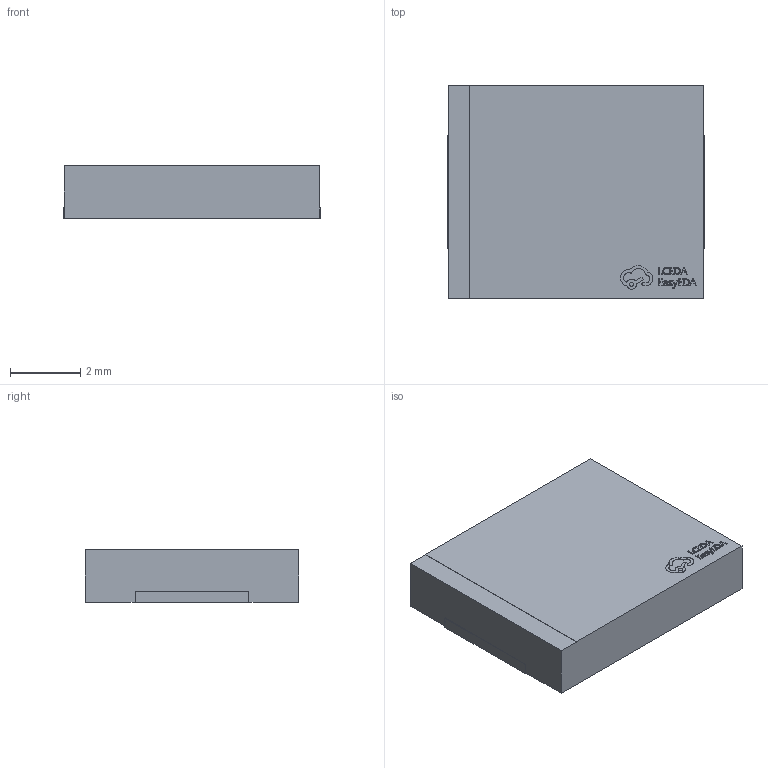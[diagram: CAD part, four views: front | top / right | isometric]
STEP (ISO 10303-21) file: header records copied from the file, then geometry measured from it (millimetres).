
FILE_DESCRIPTION (( 'STEP AP214' ), '1' );
FILE_NAME ('CAP-SMD_L7.3-W6.1_TCN4227M025R0100.STEP', '2022-10-13T12:23:50', ( '' ), ( '' ), 'SwSTEP 2.0', 'SolidWorks 2020', '' );
FILE_SCHEMA (( 'AUTOMOTIVE_DESIGN' ));
Length unit declared in the file: millimetre
Products named in the file (1): CAP-SMD_L7.3-W6.1_TCN4227M025R0100
Bounding box: 7.34 x 6.1 x 1.53 mm (x, y, z)
Volume: 67.1 mm3; surface area: 130.1 mm2
Topology: 1 solids, 1 shells, 244 faces, 669 edges, 446 vertices
Faces by surface type: plane 146, bspline 98
Entity records: 10903 total; most frequent: CARTESIAN_POINT 2666, ORIENTED_EDGE 1338, DIRECTION 763, EDGE_CURVE 669, VECTOR 469, LINE 469, VERTEX_POINT 446, EDGE_LOOP 263
